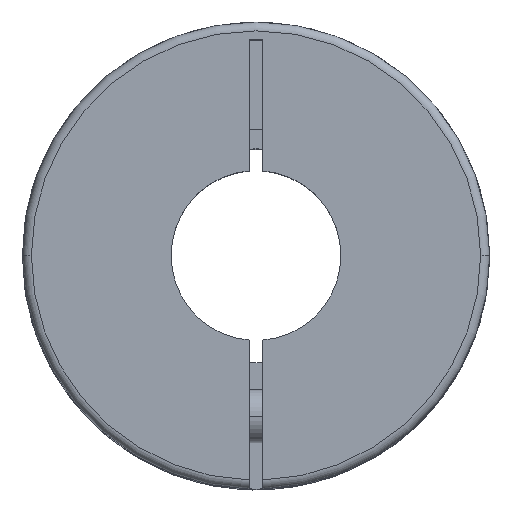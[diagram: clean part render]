
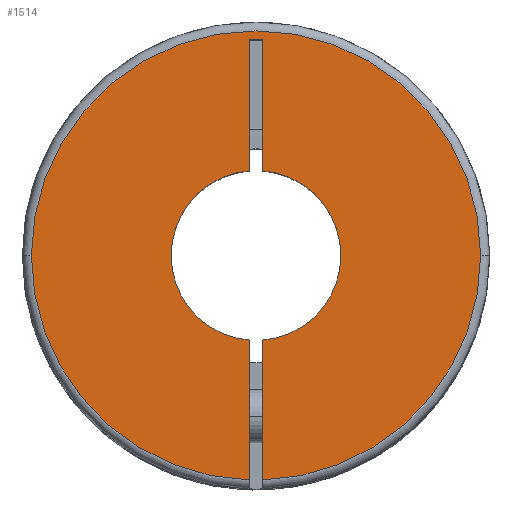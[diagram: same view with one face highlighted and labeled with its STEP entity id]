
A CAD part, top view. The second image highlights one B-rep face of the part: STEP entity #1514.
In plain terms, the highlighted planar face has unit normal (0, 0, 1).
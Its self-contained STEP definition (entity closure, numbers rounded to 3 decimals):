
#36 = DIRECTION ( 'NONE',  ( -1., 0., 0. ) ) ;
#94 = CARTESIAN_POINT ( 'NONE',  ( -0.375, 4.748, 0. ) ) ;
#233 = VERTEX_POINT ( 'NONE', #2481 ) ;
#261 = VERTEX_POINT ( 'NONE', #712 ) ;
#301 = CIRCLE ( 'NONE', #2896, 4.763 ) ;
#368 = ORIENTED_EDGE ( 'NONE', *, *, #1690, .T. ) ;
#408 = DIRECTION ( 'NONE',  ( 0., 0., -1. ) ) ;
#438 = ORIENTED_EDGE ( 'NONE', *, *, #3169, .F. ) ;
#481 = CARTESIAN_POINT ( 'NONE',  ( 0., 0., 0. ) ) ;
#485 = EDGE_CURVE ( 'NONE', #3511, #602, #1873, .T. ) ;
#581 = EDGE_LOOP ( 'NONE', ( #2382, #2397, #368, #1054, #3792, #2692, #889, #3108, #1081, #438, #3473 ) ) ;
#591 = EDGE_CURVE ( 'NONE', #731, #3077, #3239, .T. ) ;
#602 = VERTEX_POINT ( 'NONE', #862 ) ;
#675 = VERTEX_POINT ( 'NONE', #3004 ) ;
#712 = CARTESIAN_POINT ( 'NONE',  ( 0.375, -4.748, 0. ) ) ;
#731 = VERTEX_POINT ( 'NONE', #2140 ) ;
#743 = CARTESIAN_POINT ( 'NONE',  ( 0., 0., 0. ) ) ;
#774 = CIRCLE ( 'NONE', #3857, 4.763 ) ;
#822 = EDGE_CURVE ( 'NONE', #2849, #3077, #301, .T. ) ;
#862 = CARTESIAN_POINT ( 'NONE',  ( 12.6, 0., 0. ) ) ;
#869 = PLANE ( 'NONE',  #3269 ) ;
#889 = ORIENTED_EDGE ( 'NONE', *, *, #1274, .F. ) ;
#900 = DIRECTION ( 'NONE',  ( 0., 0., -1. ) ) ;
#988 = VERTEX_POINT ( 'NONE', #2663 ) ;
#1029 = CIRCLE ( 'NONE', #3739, 12.6 ) ;
#1054 = ORIENTED_EDGE ( 'NONE', *, *, #822, .T. ) ;
#1081 = ORIENTED_EDGE ( 'NONE', *, *, #2732, .F. ) ;
#1149 = FACE_OUTER_BOUND ( 'NONE', #581, .T. ) ;
#1189 = LINE ( 'NONE', #2451, #2079 ) ;
#1227 = CARTESIAN_POINT ( 'NONE',  ( -0.375, 12.1, 0. ) ) ;
#1272 = DIRECTION ( 'NONE',  ( 0., 1., 0. ) ) ;
#1274 = EDGE_CURVE ( 'NONE', #988, #3480, #2175, .T. ) ;
#1276 = DIRECTION ( 'NONE',  ( 0., 0., -1. ) ) ;
#1279 = CARTESIAN_POINT ( 'NONE',  ( 0.375, 12.1, 0. ) ) ;
#1288 = LINE ( 'NONE', #1227, #1505 ) ;
#1321 = CIRCLE ( 'NONE', #1812, 4.763 ) ;
#1347 = DIRECTION ( 'NONE',  ( 0., 0., -1. ) ) ;
#1432 = DIRECTION ( 'NONE',  ( 0., 0., -1. ) ) ;
#1481 = DIRECTION ( 'NONE',  ( -1., 0., 0. ) ) ;
#1505 = VECTOR ( 'NONE', #3678, 1000. ) ;
#1514 = ADVANCED_FACE ( 'NONE', ( #1149 ), #869, .F. ) ;
#1633 = CARTESIAN_POINT ( 'NONE',  ( 0.375, -13.1, 0. ) ) ;
#1690 = EDGE_CURVE ( 'NONE', #675, #2849, #1321, .T. ) ;
#1750 = DIRECTION ( 'NONE',  ( 0., -1., 0. ) ) ;
#1753 = EDGE_CURVE ( 'NONE', #675, #3294, #1288, .T. ) ;
#1812 = AXIS2_PLACEMENT_3D ( 'NONE', #1834, #3042, #36 ) ;
#1834 = CARTESIAN_POINT ( 'NONE',  ( 0., 0., 0. ) ) ;
#1873 = CIRCLE ( 'NONE', #2892, 12.6 ) ;
#1957 = LINE ( 'NONE', #2557, #2151 ) ;
#2079 = VECTOR ( 'NONE', #1272, 1000. ) ;
#2124 = VECTOR ( 'NONE', #3467, 1000. ) ;
#2140 = CARTESIAN_POINT ( 'NONE',  ( -0.375, 12.1, 0. ) ) ;
#2145 = AXIS2_PLACEMENT_3D ( 'NONE', #3584, #900, #1481 ) ;
#2151 = VECTOR ( 'NONE', #3762, 1000. ) ;
#2175 = LINE ( 'NONE', #1633, #2124 ) ;
#2382 = ORIENTED_EDGE ( 'NONE', *, *, #3289, .F. ) ;
#2397 = ORIENTED_EDGE ( 'NONE', *, *, #1753, .F. ) ;
#2429 = DIRECTION ( 'NONE',  ( -1., 0., 0. ) ) ;
#2451 = CARTESIAN_POINT ( 'NONE',  ( 0.375, -13.1, 0. ) ) ;
#2481 = CARTESIAN_POINT ( 'NONE',  ( 0.375, -12.594, 0. ) ) ;
#2544 = CARTESIAN_POINT ( 'NONE',  ( -12.6, 0., 0. ) ) ;
#2557 = CARTESIAN_POINT ( 'NONE',  ( 0.375, 12.1, 0. ) ) ;
#2663 = CARTESIAN_POINT ( 'NONE',  ( 0.375, 4.748, 0. ) ) ;
#2692 = ORIENTED_EDGE ( 'NONE', *, *, #3828, .F. ) ;
#2715 = VECTOR ( 'NONE', #1750, 1000. ) ;
#2732 = EDGE_CURVE ( 'NONE', #233, #261, #1189, .T. ) ;
#2849 = VERTEX_POINT ( 'NONE', #3429 ) ;
#2892 = AXIS2_PLACEMENT_3D ( 'NONE', #3768, #1347, #3199 ) ;
#2896 = AXIS2_PLACEMENT_3D ( 'NONE', #3063, #1276, #2429 ) ;
#2936 = CARTESIAN_POINT ( 'NONE',  ( -0.375, 12.1, 0. ) ) ;
#3004 = CARTESIAN_POINT ( 'NONE',  ( -0.375, -4.748, 0. ) ) ;
#3042 = DIRECTION ( 'NONE',  ( 0., 0., -1. ) ) ;
#3063 = CARTESIAN_POINT ( 'NONE',  ( 0., 0., 0. ) ) ;
#3077 = VERTEX_POINT ( 'NONE', #94 ) ;
#3108 = ORIENTED_EDGE ( 'NONE', *, *, #3823, .T. ) ;
#3169 = EDGE_CURVE ( 'NONE', #602, #233, #1029, .T. ) ;
#3199 = DIRECTION ( 'NONE',  ( -1., 0., 0. ) ) ;
#3239 = LINE ( 'NONE', #2936, #2715 ) ;
#3269 = AXIS2_PLACEMENT_3D ( 'NONE', #3817, #1432, #3838 ) ;
#3270 = CARTESIAN_POINT ( 'NONE',  ( -0.375, -12.594, 0. ) ) ;
#3289 = EDGE_CURVE ( 'NONE', #3294, #3511, #3791, .T. ) ;
#3294 = VERTEX_POINT ( 'NONE', #3270 ) ;
#3429 = CARTESIAN_POINT ( 'NONE',  ( -4.763, 0., 0. ) ) ;
#3467 = DIRECTION ( 'NONE',  ( 0., 1., 0. ) ) ;
#3470 = DIRECTION ( 'NONE',  ( -1., 0., 0. ) ) ;
#3473 = ORIENTED_EDGE ( 'NONE', *, *, #485, .F. ) ;
#3480 = VERTEX_POINT ( 'NONE', #1279 ) ;
#3511 = VERTEX_POINT ( 'NONE', #2544 ) ;
#3513 = DIRECTION ( 'NONE',  ( 0., 0., -1. ) ) ;
#3584 = CARTESIAN_POINT ( 'NONE',  ( 0., 0., 0. ) ) ;
#3678 = DIRECTION ( 'NONE',  ( 0., -1., 0. ) ) ;
#3739 = AXIS2_PLACEMENT_3D ( 'NONE', #481, #3513, #3770 ) ;
#3762 = DIRECTION ( 'NONE',  ( -1., 0., 0. ) ) ;
#3768 = CARTESIAN_POINT ( 'NONE',  ( 0., 0., 0. ) ) ;
#3770 = DIRECTION ( 'NONE',  ( -1., 0., 0. ) ) ;
#3791 = CIRCLE ( 'NONE', #2145, 12.6 ) ;
#3792 = ORIENTED_EDGE ( 'NONE', *, *, #591, .F. ) ;
#3817 = CARTESIAN_POINT ( 'NONE',  ( 0., 0., 0. ) ) ;
#3823 = EDGE_CURVE ( 'NONE', #988, #261, #774, .T. ) ;
#3828 = EDGE_CURVE ( 'NONE', #3480, #731, #1957, .T. ) ;
#3838 = DIRECTION ( 'NONE',  ( 0., -1., 0. ) ) ;
#3857 = AXIS2_PLACEMENT_3D ( 'NONE', #743, #408, #3470 ) ;
